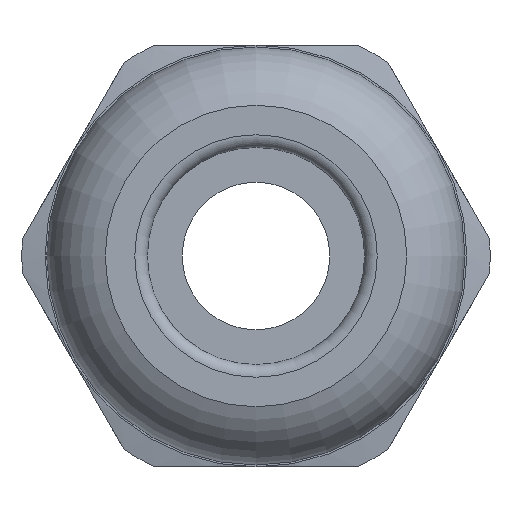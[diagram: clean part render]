
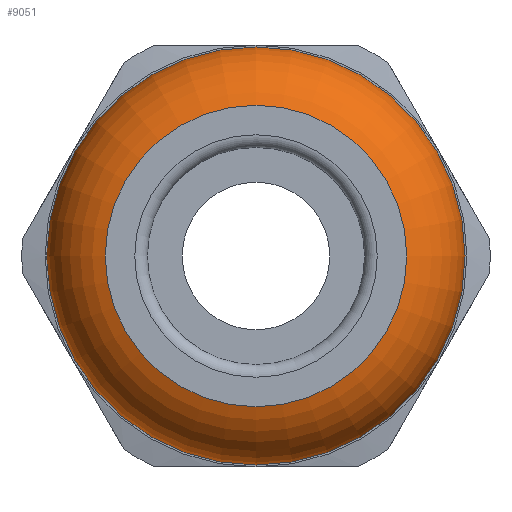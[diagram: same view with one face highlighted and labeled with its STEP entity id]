
A CAD part, left-side view. The second image highlights one B-rep face of the part: STEP entity #9051.
In plain terms, the highlighted toroidal (fillet/blend) face has major radius 5.93 mm and minor radius 4 mm.
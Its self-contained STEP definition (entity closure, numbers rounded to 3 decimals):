
#82=TOROIDAL_SURFACE('',#10047,5.93,4.);
#2115=FACE_BOUND('',#3187,.T.);
#2623=FACE_OUTER_BOUND('',#3186,.T.);
#3186=EDGE_LOOP('',(#8357));
#3187=EDGE_LOOP('',(#8358));
#3661=CIRCLE('',#10002,7.148);
#3684=CIRCLE('',#10048,9.9);
#4528=VERTEX_POINT('',#16095);
#4565=VERTEX_POINT('',#16262);
#5805=EDGE_CURVE('',#4528,#4528,#3661,.T.);
#5864=EDGE_CURVE('',#4565,#4565,#3684,.T.);
#8357=ORIENTED_EDGE('',*,*,#5864,.F.);
#8358=ORIENTED_EDGE('',*,*,#5805,.T.);
#9051=ADVANCED_FACE('',(#2623,#2115),#82,.T.);
#10002=AXIS2_PLACEMENT_3D('',#16096,#12603,#12604);
#10047=AXIS2_PLACEMENT_3D('',#16261,#12705,#12706);
#10048=AXIS2_PLACEMENT_3D('',#16263,#12707,#12708);
#12603=DIRECTION('center_axis',(1.,0.,0.));
#12604=DIRECTION('ref_axis',(0.,0.,-1.));
#12705=DIRECTION('center_axis',(1.,0.,0.));
#12706=DIRECTION('ref_axis',(0.,0.,-1.));
#12707=DIRECTION('center_axis',(1.,0.,0.));
#12708=DIRECTION('ref_axis',(0.,0.,-1.));
#16095=CARTESIAN_POINT('',(0.,7.148,0.));
#16096=CARTESIAN_POINT('Origin',(0.,0.,0.));
#16261=CARTESIAN_POINT('Origin',(3.81,0.,0.));
#16262=CARTESIAN_POINT('',(4.299,9.9,0.));
#16263=CARTESIAN_POINT('Origin',(4.299,0.,0.));
